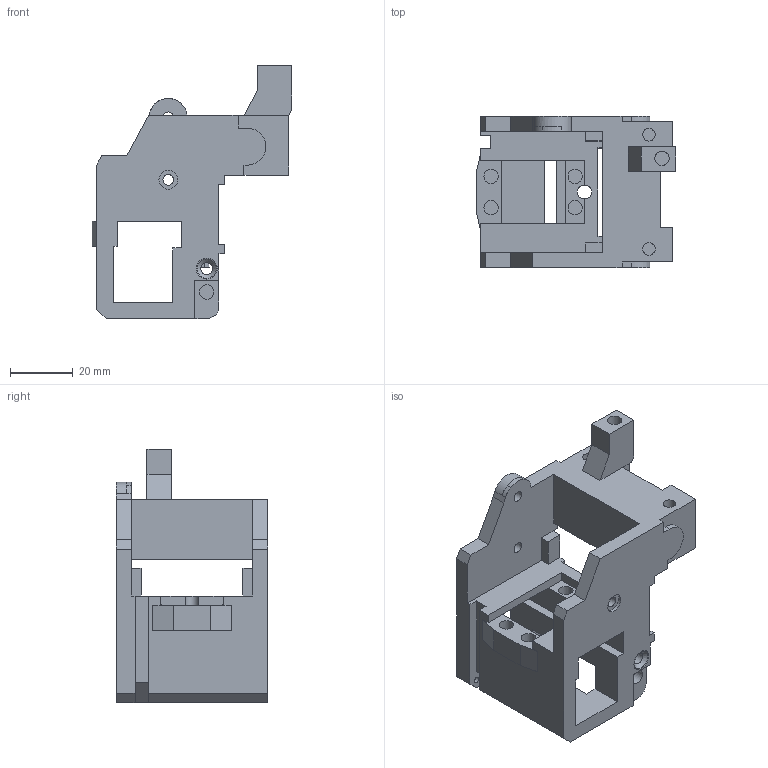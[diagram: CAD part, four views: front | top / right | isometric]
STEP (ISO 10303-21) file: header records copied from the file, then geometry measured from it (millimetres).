
FILE_DESCRIPTION(('FreeCAD Model'),'2;1');
FILE_NAME('Open CASCADE Shape Model','1974-01-01T00:00:00',(''),(''), 'Open CASCADE STEP processor 7.7','FreeCAD','Unknown');
FILE_SCHEMA(('AUTOMOTIVE_DESIGN { 1 0 10303 214 1 1 1 1 }'));
Length unit declared in the file: millimetre
Products named in the file (1): k1_toolhead_with_plate_step
Bounding box: 63.92 x 48.4 x 81 mm (x, y, z)
Volume: 55895.8 mm3; surface area: 24417.2 mm2
Topology: 1 solids, 1 shells, 184 faces, 525 edges, 359 vertices
Faces by surface type: plane 139, cylinder 39, torus 4, cone 2
Full cylindrical faces by diameter (mm): 1.9 x2, 3 x2, 3.2 x2, 3.4 x3, 3.8 x2, 4 x2, 4.2 x4, 4.6 x9, 6 x1, 6.2 x2
Entity records: 6093 total; most frequent: CARTESIAN_POINT 1110, ORIENTED_EDGE 1050, DIRECTION 999, EDGE_CURVE 525, LINE 391, VECTOR 391, VERTEX_POINT 359, AXIS2_PLACEMENT_3D 304
